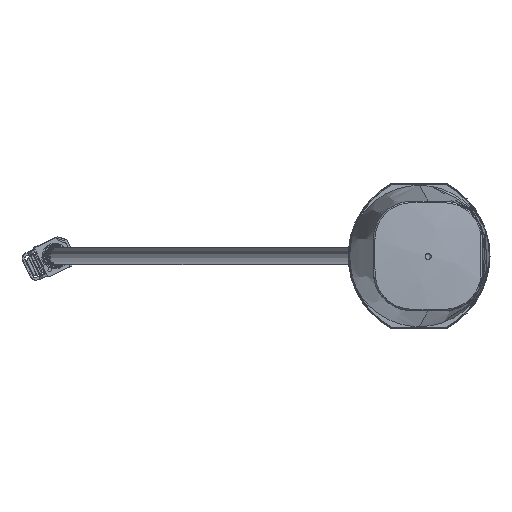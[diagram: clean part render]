
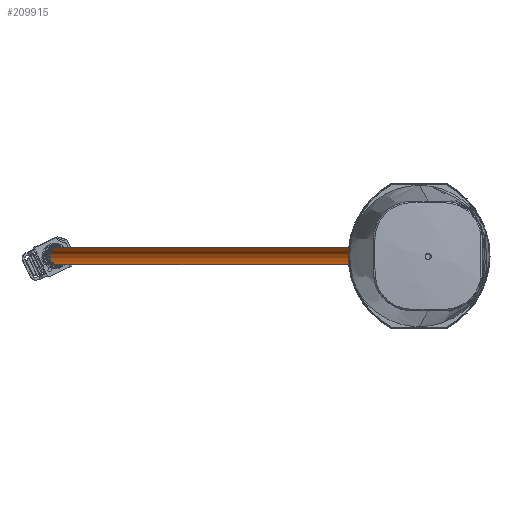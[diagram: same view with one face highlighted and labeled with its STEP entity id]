
A CAD part, left-side view. The second image highlights one B-rep face of the part: STEP entity #209915.
In plain terms, the highlighted cylindrical face has radius 2.5 mm (diameter 5 mm), a partial arc.
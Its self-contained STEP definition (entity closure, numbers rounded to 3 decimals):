
#708 = CARTESIAN_POINT ( 'NONE',  ( -2.5, 0., 0. ) ) ;
#4654 = LINE ( 'NONE', #163546, #87846 ) ;
#12435 = CARTESIAN_POINT ( 'NONE',  ( 0., 0., 3020. ) ) ;
#17018 = CARTESIAN_POINT ( 'NONE',  ( -2.5, 0., 3020. ) ) ;
#20558 = AXIS2_PLACEMENT_3D ( 'NONE', #45614, #177205, #62310 ) ;
#27690 = DIRECTION ( 'NONE',  ( 1., 0., 0. ) ) ;
#29032 = ORIENTED_EDGE ( 'NONE', *, *, #107098, .F. ) ;
#34894 = DIRECTION ( 'NONE',  ( 1., 0., 0. ) ) ;
#35652 = CIRCLE ( 'NONE', #73439, 2.5 ) ;
#41488 = VERTEX_POINT ( 'NONE', #17018 ) ;
#43687 = DIRECTION ( 'NONE',  ( 0., 0., 1. ) ) ;
#45614 = CARTESIAN_POINT ( 'NONE',  ( 0., 0., 3020. ) ) ;
#46267 = AXIS2_PLACEMENT_3D ( 'NONE', #12435, #43687, #27690 ) ;
#48742 = DIRECTION ( 'NONE',  ( 0., 0., 1. ) ) ;
#55465 = CARTESIAN_POINT ( 'NONE',  ( 2.5, 0., 0. ) ) ;
#62310 = DIRECTION ( 'NONE',  ( -1., 0., 0. ) ) ;
#65118 = VERTEX_POINT ( 'NONE', #196061 ) ;
#66672 = DIRECTION ( 'NONE',  ( 0., 0., -1. ) ) ;
#71003 = EDGE_LOOP ( 'NONE', ( #29032, #95266, #74032, #194458 ) ) ;
#73439 = AXIS2_PLACEMENT_3D ( 'NONE', #148317, #48742, #34894 ) ;
#74032 = ORIENTED_EDGE ( 'NONE', *, *, #192463, .T. ) ;
#87846 = VECTOR ( 'NONE', #213653, 1000. ) ;
#95266 = ORIENTED_EDGE ( 'NONE', *, *, #210369, .T. ) ;
#107098 = EDGE_CURVE ( 'NONE', #65118, #41488, #212975, .T. ) ;
#113797 = CYLINDRICAL_SURFACE ( 'NONE', #20558, 2.5 ) ;
#127531 = VERTEX_POINT ( 'NONE', #708 ) ;
#142323 = VECTOR ( 'NONE', #66672, 1000. ) ;
#148317 = CARTESIAN_POINT ( 'NONE',  ( 0., 0., 0. ) ) ;
#163546 = CARTESIAN_POINT ( 'NONE',  ( -2.5, 0., 3020. ) ) ;
#173637 = LINE ( 'NONE', #182235, #142323 ) ;
#177205 = DIRECTION ( 'NONE',  ( 0., 0., -1. ) ) ;
#182235 = CARTESIAN_POINT ( 'NONE',  ( 2.5, 0., 3020. ) ) ;
#190765 = VERTEX_POINT ( 'NONE', #55465 ) ;
#192463 = EDGE_CURVE ( 'NONE', #190765, #127531, #35652, .T. ) ;
#194458 = ORIENTED_EDGE ( 'NONE', *, *, #208416, .F. ) ;
#196061 = CARTESIAN_POINT ( 'NONE',  ( 2.5, 0., 3020. ) ) ;
#204870 = FACE_OUTER_BOUND ( 'NONE', #71003, .T. ) ;
#208416 = EDGE_CURVE ( 'NONE', #41488, #127531, #4654, .T. ) ;
#209915 = ADVANCED_FACE ( 'NONE', ( #204870 ), #113797, .T. ) ;
#210369 = EDGE_CURVE ( 'NONE', #65118, #190765, #173637, .T. ) ;
#212975 = CIRCLE ( 'NONE', #46267, 2.5 ) ;
#213653 = DIRECTION ( 'NONE',  ( 0., 0., -1. ) ) ;
